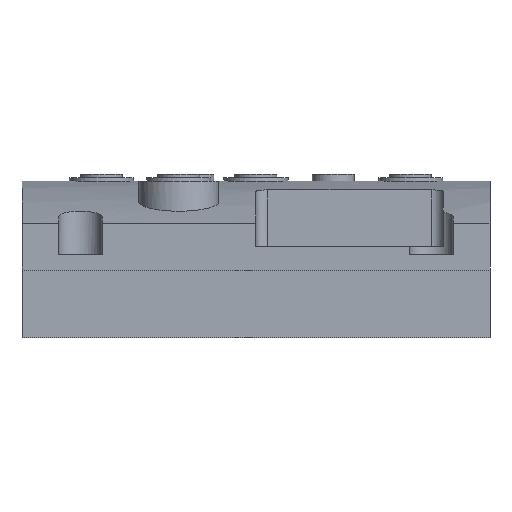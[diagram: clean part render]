
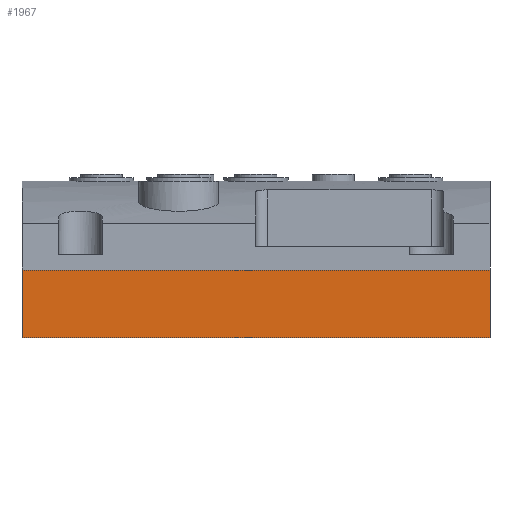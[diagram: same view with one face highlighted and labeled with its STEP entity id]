
A CAD part, front view. The second image highlights one B-rep face of the part: STEP entity #1967.
In plain terms, the highlighted planar face has unit normal (0, -1, 0).
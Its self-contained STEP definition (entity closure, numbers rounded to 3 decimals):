
#64 = AXIS2_PLACEMENT_3D ( 'NONE', #2706, #4626, #1551 ) ;
#163 = CARTESIAN_POINT ( 'NONE',  ( 0., -125., 0. ) ) ;
#369 = CARTESIAN_POINT ( 'NONE',  ( 0., -125., 29. ) ) ;
#573 = VECTOR ( 'NONE', #4806, 1000. ) ;
#790 = VECTOR ( 'NONE', #1298, 1000. ) ;
#908 = DIRECTION ( 'NONE',  ( 0., 0., 1. ) ) ;
#1083 = EDGE_CURVE ( 'NONE', #2574, #2117, #4052, .T. ) ;
#1142 = ORIENTED_EDGE ( 'NONE', *, *, #3011, .F. ) ;
#1147 = FACE_OUTER_BOUND ( 'NONE', #1913, .T. ) ;
#1156 = LINE ( 'NONE', #369, #2824 ) ;
#1298 = DIRECTION ( 'NONE',  ( 1., 0., 0. ) ) ;
#1339 = CARTESIAN_POINT ( 'NONE',  ( -100., -125., 0. ) ) ;
#1551 = DIRECTION ( 'NONE',  ( 1., 0., 0. ) ) ;
#1887 = DIRECTION ( 'NONE',  ( 1., 0., 0. ) ) ;
#1913 = EDGE_LOOP ( 'NONE', ( #2561, #3453, #2163, #1142 ) ) ;
#1967 = ADVANCED_FACE ( 'NONE', ( #1147 ), #3111, .F. ) ;
#1971 = CARTESIAN_POINT ( 'NONE',  ( 100., -125., 0. ) ) ;
#2089 = CARTESIAN_POINT ( 'NONE',  ( -100., -125., 14.5 ) ) ;
#2104 = VECTOR ( 'NONE', #908, 1000. ) ;
#2117 = VERTEX_POINT ( 'NONE', #4416 ) ;
#2163 = ORIENTED_EDGE ( 'NONE', *, *, #1083, .T. ) ;
#2315 = VERTEX_POINT ( 'NONE', #1339 ) ;
#2389 = VERTEX_POINT ( 'NONE', #3629 ) ;
#2561 = ORIENTED_EDGE ( 'NONE', *, *, #4468, .F. ) ;
#2574 = VERTEX_POINT ( 'NONE', #1971 ) ;
#2706 = CARTESIAN_POINT ( 'NONE',  ( 100., -125., 0. ) ) ;
#2824 = VECTOR ( 'NONE', #1887, 1000. ) ;
#3011 = EDGE_CURVE ( 'NONE', #2389, #2117, #1156, .T. ) ;
#3044 = EDGE_CURVE ( 'NONE', #2315, #2574, #3607, .T. ) ;
#3111 = PLANE ( 'NONE',  #64 ) ;
#3298 = LINE ( 'NONE', #2089, #2104 ) ;
#3453 = ORIENTED_EDGE ( 'NONE', *, *, #3044, .T. ) ;
#3607 = LINE ( 'NONE', #163, #790 ) ;
#3629 = CARTESIAN_POINT ( 'NONE',  ( -100., -125., 29. ) ) ;
#4052 = LINE ( 'NONE', #4840, #573 ) ;
#4416 = CARTESIAN_POINT ( 'NONE',  ( 100., -125., 29. ) ) ;
#4468 = EDGE_CURVE ( 'NONE', #2315, #2389, #3298, .T. ) ;
#4626 = DIRECTION ( 'NONE',  ( 0., 1., 0. ) ) ;
#4806 = DIRECTION ( 'NONE',  ( 0., 0., 1. ) ) ;
#4840 = CARTESIAN_POINT ( 'NONE',  ( 100., -125., 14.5 ) ) ;
